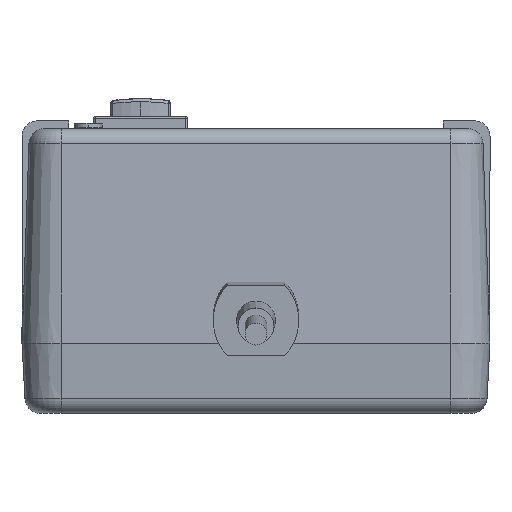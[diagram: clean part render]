
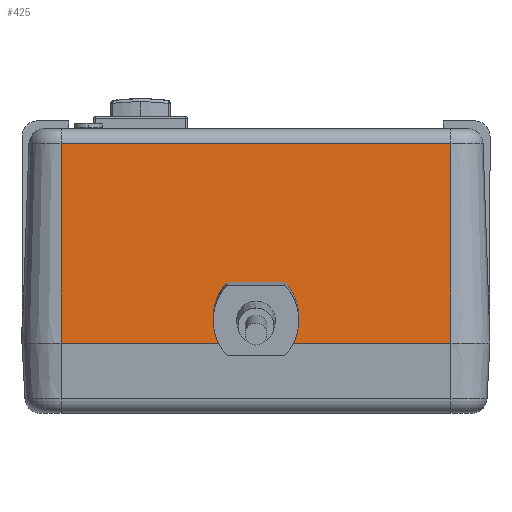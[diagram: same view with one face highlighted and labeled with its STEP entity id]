
A CAD part, left-side view. The second image highlights one B-rep face of the part: STEP entity #425.
In plain terms, the highlighted planar face has unit normal (-0.999, 0, 0.035).
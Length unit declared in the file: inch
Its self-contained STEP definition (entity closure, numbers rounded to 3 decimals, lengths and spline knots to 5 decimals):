
#401 = CARTESIAN_POINT ( 'NONE',  ( -2.375, 1.2498, 0. ) ) ;
#425 = ADVANCED_FACE ( 'NONE', ( #11244 ), #13764, .T. ) ;
#568 = EDGE_CURVE ( 'NONE', #5620, #7994, #9203, .T. ) ;
#725 = ORIENTED_EDGE ( 'NONE', *, *, #15844, .F. ) ;
#887 = VERTEX_POINT ( 'NONE', #6860 ) ;
#1061 = CARTESIAN_POINT ( 'NONE',  ( -2.36134, 0.18501, 0.39125 ) ) ;
#2067 = VECTOR ( 'NONE', #13337, 39.37008 ) ;
#2118 = CARTESIAN_POINT ( 'NONE',  ( -2.375, -1.2498, 0. ) ) ;
#2371 = CARTESIAN_POINT ( 'NONE',  ( -2.36134, 0., 0.39125 ) ) ;
#2390 = VECTOR ( 'NONE', #6454, 39.37008 ) ;
#2650 = DIRECTION ( 'NONE',  ( -0.035, 0., -0.999 ) ) ;
#2948 = CARTESIAN_POINT ( 'NONE',  ( -2.36517, -0.28923, 0.28144 ) ) ;
#3263 = ORIENTED_EDGE ( 'NONE', *, *, #10165, .F. ) ;
#3377 = ORIENTED_EDGE ( 'NONE', *, *, #568, .T. ) ;
#3656 = DIRECTION ( 'NONE',  ( 0., 1., 0. ) ) ;
#3859 = CARTESIAN_POINT ( 'NONE',  ( -2.33035, 1.2498, 1.27849 ) ) ;
#4115 = EDGE_CURVE ( 'NONE', #13489, #887, #15122, .T. ) ;
#4483 = ORIENTED_EDGE ( 'NONE', *, *, #7804, .F. ) ;
#4692 = VERTEX_POINT ( 'NONE', #13005 ) ;
#4981 = ORIENTED_EDGE ( 'NONE', *, *, #11505, .T. ) ;
#5620 = VERTEX_POINT ( 'NONE', #6697 ) ;
#5976 = LINE ( 'NONE', #2118, #9380 ) ;
#6123 = CARTESIAN_POINT ( 'NONE',  ( -2.36134, -0.18499, 0.39125 ) ) ;
#6196 = DIRECTION ( 'NONE',  ( -0.999, 0., 0.035 ) ) ;
#6254 = LINE ( 'NONE', #15837, #2067 ) ;
#6295 = VECTOR ( 'NONE', #3656, 39.37008 ) ;
#6454 = DIRECTION ( 'NONE',  ( 0., 1., 0. ) ) ;
#6697 = CARTESIAN_POINT ( 'NONE',  ( -2.33035, -1.2498, 1.27849 ) ) ;
#6725 = CARTESIAN_POINT ( 'NONE',  ( -2.375, -0.23019, 0. ) ) ;
#6860 = CARTESIAN_POINT ( 'NONE',  ( -2.375, -1.2498, 0. ) ) ;
#7097 = ORIENTED_EDGE ( 'NONE', *, *, #10705, .T. ) ;
#7453 = LINE ( 'NONE', #10298, #14177 ) ;
#7804 = EDGE_CURVE ( 'NONE', #5620, #887, #5976, .T. ) ;
#7848 = CARTESIAN_POINT ( 'NONE',  ( -2.375, -0.23019, 0. ) ) ;
#7994 = VERTEX_POINT ( 'NONE', #12925 ) ;
#8017 = CARTESIAN_POINT ( 'NONE',  ( -2.37043, -0.30663, 0.13082 ) ) ;
#8029 = VERTEX_POINT ( 'NONE', #401 ) ;
#8543 = EDGE_LOOP ( 'NONE', ( #3263, #725, #14691, #4483, #3377, #4981, #11354, #7097 ) ) ;
#8713 = CARTESIAN_POINT ( 'NONE',  ( -2.375, 1.2498, 0. ) ) ;
#8721 = CARTESIAN_POINT ( 'NONE',  ( -2.36517, 0.28925, 0.28144 ) ) ;
#9203 = LINE ( 'NONE', #3859, #2390 ) ;
#9380 = VECTOR ( 'NONE', #10978, 39.37008 ) ;
#9670 =( BOUNDED_CURVE ( )  B_SPLINE_CURVE ( 3, ( #14982, #16266, #8721, #1061 ),
 .UNSPECIFIED., .F., .F. ) 
 B_SPLINE_CURVE_WITH_KNOTS ( ( 4, 4 ),
 ( 1.04055, 2.33181 ),
 .UNSPECIFIED. ) 
 CURVE ( )  GEOMETRIC_REPRESENTATION_ITEM ( )  RATIONAL_B_SPLINE_CURVE ( ( 1., 0.866, 0.866, 1. ) ) 
 REPRESENTATION_ITEM ( '' )  );
#9709 = LINE ( 'NONE', #2371, #6295 ) ;
#10165 = EDGE_CURVE ( 'NONE', #11365, #10585, #9709, .T. ) ;
#10298 = CARTESIAN_POINT ( 'NONE',  ( -2.375, 1.2498, 0. ) ) ;
#10585 = VERTEX_POINT ( 'NONE', #12251 ) ;
#10705 = EDGE_CURVE ( 'NONE', #4692, #10585, #9670, .T. ) ;
#10978 = DIRECTION ( 'NONE',  ( -0.035, 0., -0.999 ) ) ;
#11244 = FACE_OUTER_BOUND ( 'NONE', #8543, .T. ) ;
#11354 = ORIENTED_EDGE ( 'NONE', *, *, #14305, .T. ) ;
#11365 = VERTEX_POINT ( 'NONE', #6123 ) ;
#11505 = EDGE_CURVE ( 'NONE', #7994, #8029, #7453, .T. ) ;
#11787 = VECTOR ( 'NONE', #13394, 39.37008 ) ;
#11829 = CARTESIAN_POINT ( 'NONE',  ( -2.36134, -0.18499, 0.39125 ) ) ;
#12251 = CARTESIAN_POINT ( 'NONE',  ( -2.36134, 0.18501, 0.39125 ) ) ;
#12925 = CARTESIAN_POINT ( 'NONE',  ( -2.33035, 1.2498, 1.27849 ) ) ;
#13005 = CARTESIAN_POINT ( 'NONE',  ( -2.375, 0.23021, 0. ) ) ;
#13181 =( BOUNDED_CURVE ( )  B_SPLINE_CURVE ( 3, ( #6725, #8017, #2948, #11829 ),
 .UNSPECIFIED., .F., .F. ) 
 B_SPLINE_CURVE_WITH_KNOTS ( ( 4, 4 ),
 ( 1.04055, 2.33181 ),
 .UNSPECIFIED. ) 
 CURVE ( )  GEOMETRIC_REPRESENTATION_ITEM ( )  RATIONAL_B_SPLINE_CURVE ( ( 1., 0.866, 0.866, 1. ) ) 
 REPRESENTATION_ITEM ( '' )  );
#13337 = DIRECTION ( 'NONE',  ( 0., -1., 0. ) ) ;
#13394 = DIRECTION ( 'NONE',  ( 0., -1., 0. ) ) ;
#13489 = VERTEX_POINT ( 'NONE', #7848 ) ;
#13764 = PLANE ( 'NONE',  #16433 ) ;
#14177 = VECTOR ( 'NONE', #2650, 39.37008 ) ;
#14305 = EDGE_CURVE ( 'NONE', #8029, #4692, #6254, .T. ) ;
#14617 = CARTESIAN_POINT ( 'NONE',  ( -2.375, 1.2498, 0. ) ) ;
#14691 = ORIENTED_EDGE ( 'NONE', *, *, #4115, .T. ) ;
#14982 = CARTESIAN_POINT ( 'NONE',  ( -2.375, 0.23021, 0. ) ) ;
#15032 = DIRECTION ( 'NONE',  ( 0.035, 0., 0.999 ) ) ;
#15122 = LINE ( 'NONE', #14617, #11787 ) ;
#15837 = CARTESIAN_POINT ( 'NONE',  ( -2.375, 1.2498, 0. ) ) ;
#15844 = EDGE_CURVE ( 'NONE', #13489, #11365, #13181, .T. ) ;
#16266 = CARTESIAN_POINT ( 'NONE',  ( -2.37043, 0.30666, 0.13082 ) ) ;
#16433 = AXIS2_PLACEMENT_3D ( 'NONE', #8713, #6196, #15032 ) ;
